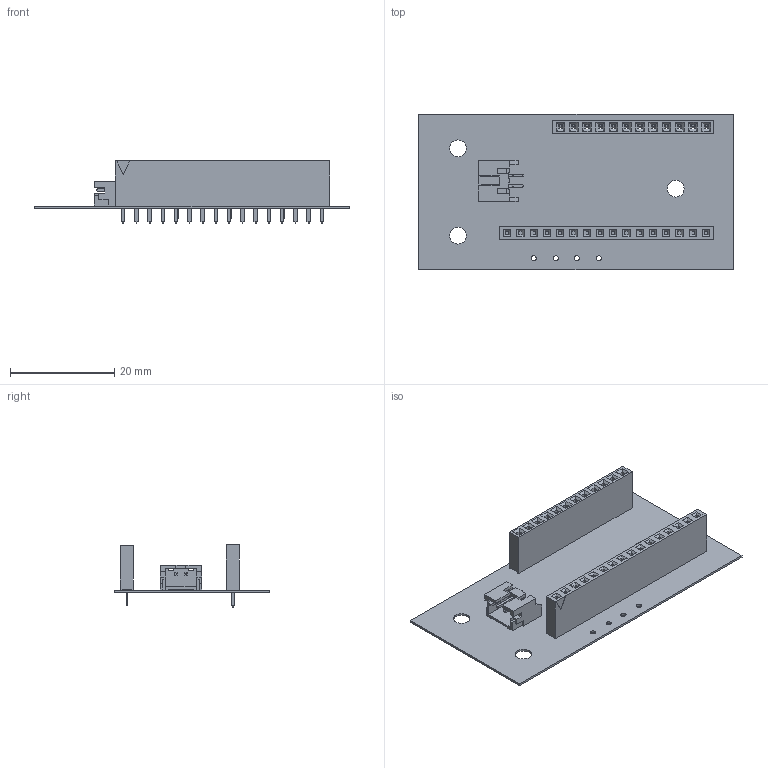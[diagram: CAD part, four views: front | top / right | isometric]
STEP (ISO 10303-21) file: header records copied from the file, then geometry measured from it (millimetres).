
FILE_DESCRIPTION(('Open CASCADE Model'),'2;1');
FILE_NAME('Open CASCADE Shape Model','2025-10-21T22:31:59',('Author'),( 'Open CASCADE'),'Open CASCADE STEP processor 7.5','Open CASCADE 7.5' ,'Unknown');
FILE_SCHEMA(('AUTOMOTIVE_DESIGN { 1 0 10303 214 1 1 1 1 }'));
Length unit declared in the file: millimetre
Products named in the file (17): Open CASCADE STEP translator 7.5 68; Open CASCADE STEP translator 7.5 69; Open CASCADE STEP translator 7.5 70; Open CASCADE STEP translator 7.5 71; Open CASCADE STEP translator 7.5 72; Open CASCADE STEP translator 7.5 73; Open CASCADE STEP translator 7.5 74; Open CASCADE STEP translator 7.5 75; Open CASCADE STEP translator 7.5 76; Open CASCADE STEP translator 7.5 77; Open CASCADE STEP translator 7.5 78; Open CASCADE STEP translator 7.5 79; Open CASCADE STEP translator 7.5 80; Open CASCADE STEP translator 7.5 81; Open CASCADE STEP translator 7.5 82; Open CASCADE STEP translator 7.5 83; Open CASCADE STEP translator 7.5 84
Bounding box: 60.25 x 29.75 x 11.9 mm (x, y, z)
Volume: 2163.6 mm3; surface area: 7341.5 mm2
Topology: 36 solids, 36 shells, 1726 faces, 4398 edges, 2780 vertices
Faces by surface type: plane 1419, cylinder 307
Full cylindrical faces by diameter (mm): 1 x4, 1.2 x28, 3.2 x3
Entity records: 54377 total; most frequent: CARTESIAN_POINT 9337, ORIENTED_EDGE 8796, DIRECTION 8274, EDGE_CURVE 4398, LINE 3736, VECTOR 3736, VERTEX_POINT 2780, AXIS2_PLACEMENT_3D 2269
